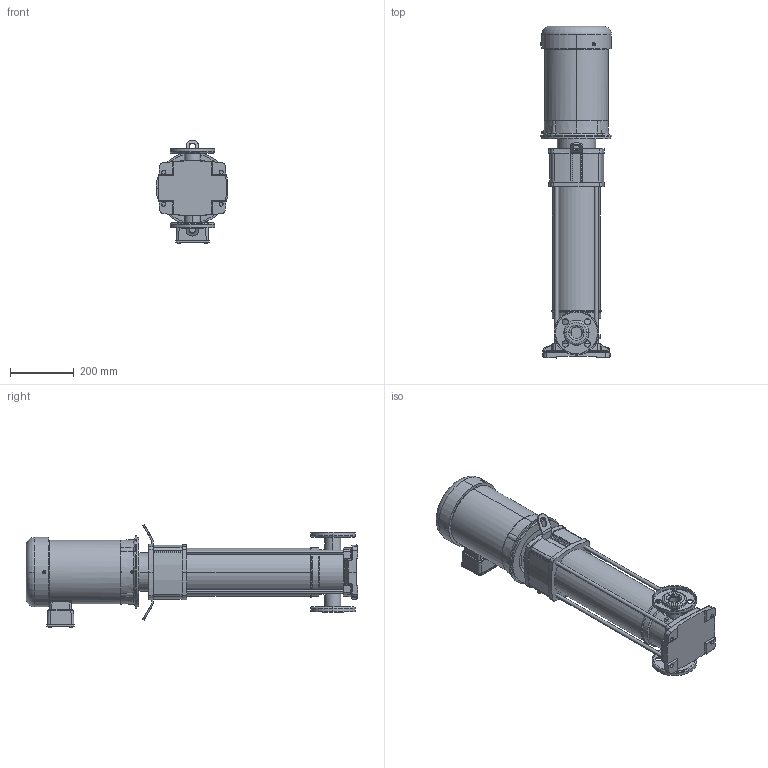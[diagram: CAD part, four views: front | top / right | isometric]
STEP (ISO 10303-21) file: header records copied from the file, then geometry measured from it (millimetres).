
FILE_DESCRIPTION (( 'STEP AP203' ), '1' );
FILE_NAME ('HELIX V30-08_575V.step', '2017-10-26T17:58:32', ( '' ), ( '' ), 'SwSTEP 2.0', 'SolidWorks 2017', '' );
FILE_SCHEMA (( 'CONFIG_CONTROL_DESIGN' ));
Length unit declared in the file: inch
Products named in the file (5): HELIX V30-08_575V; ANSI Flange 1.25 IN; BALDOR NEMA V2 5HP_8; HELIX V30-08; Helix Base 10-30
Assembly tree (5 placements, depth 2):
  HELIX V30-08_575V
    HELIX V30-08
    BALDOR NEMA V2 5HP_8
    ANSI Flange 1.25 IN  x2
    Helix Base 10-30
Bounding box: 224.86 x 1039.5 x 324.21 mm (x, y, z)
Volume: 11860703.3 mm3; surface area: 1257791 mm2
Topology: 16 solids, 19 shells, 2238 faces, 5824 edges, 3799 vertices
Faces by surface type: plane 1064, cylinder 814, cone 113, sphere 99, torus 78, bspline 70
Entity records: 73646 total; most frequent: CARTESIAN_POINT 17976, DIRECTION 11827, ORIENTED_EDGE 11410, EDGE_CURVE 5712, AXIS2_PLACEMENT_3D 4380, VERTEX_POINT 3733, VECTOR 3067, LINE 3067
